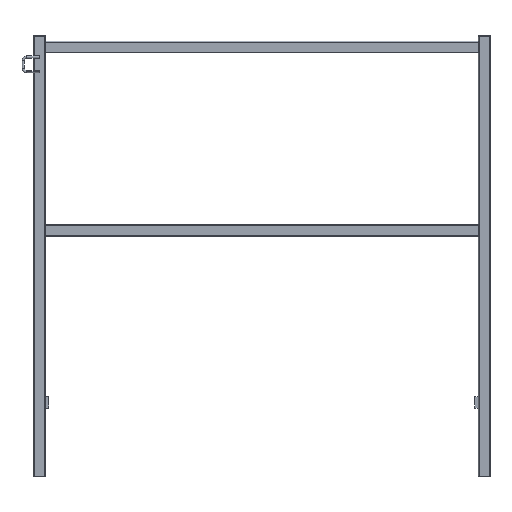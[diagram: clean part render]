
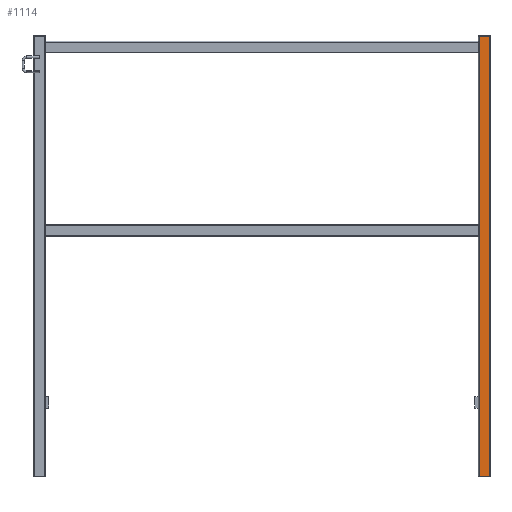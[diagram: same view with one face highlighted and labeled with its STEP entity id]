
A CAD part, top view. The second image highlights one B-rep face of the part: STEP entity #1114.
In plain terms, the highlighted planar face has unit normal (0, 0, 1).
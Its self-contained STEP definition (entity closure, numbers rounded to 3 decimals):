
#36 = FACE_OUTER_BOUND ( 'NONE', #1575, .T. ) ;
#43 = EDGE_CURVE ( 'NONE', #244, #1776, #1532, .T. ) ;
#104 = CARTESIAN_POINT ( 'NONE',  ( -11.2, 480., 12.7 ) ) ;
#123 = VECTOR ( 'NONE', #1112, 1000. ) ;
#244 = VERTEX_POINT ( 'NONE', #2471 ) ;
#249 = VERTEX_POINT ( 'NONE', #2340 ) ;
#271 = CARTESIAN_POINT ( 'NONE',  ( -11.2, 480., 12.7 ) ) ;
#449 = DIRECTION ( 'NONE',  ( 1., 0., 0. ) ) ;
#730 = LINE ( 'NONE', #104, #919 ) ;
#812 = DIRECTION ( 'NONE',  ( 0., -1., 0. ) ) ;
#859 = ORIENTED_EDGE ( 'NONE', *, *, #2064, .T. ) ;
#919 = VECTOR ( 'NONE', #449, 1000. ) ;
#1112 = DIRECTION ( 'NONE',  ( 0., -1., 0. ) ) ;
#1114 = ADVANCED_FACE ( 'NONE', ( #36 ), #2484, .F. ) ;
#1390 = CARTESIAN_POINT ( 'NONE',  ( -11.2, -480., 12.7 ) ) ;
#1411 = DIRECTION ( 'NONE',  ( 1., 0., 0. ) ) ;
#1453 = CARTESIAN_POINT ( 'NONE',  ( 11.2, -480., 12.7 ) ) ;
#1532 = LINE ( 'NONE', #2516, #123 ) ;
#1575 = EDGE_LOOP ( 'NONE', ( #2414, #2179, #1729, #859 ) ) ;
#1651 = LINE ( 'NONE', #2968, #1728 ) ;
#1693 = VERTEX_POINT ( 'NONE', #1390 ) ;
#1704 = DIRECTION ( 'NONE',  ( -1., 0., 0. ) ) ;
#1728 = VECTOR ( 'NONE', #1411, 1000. ) ;
#1729 = ORIENTED_EDGE ( 'NONE', *, *, #2559, .F. ) ;
#1776 = VERTEX_POINT ( 'NONE', #1453 ) ;
#1808 = AXIS2_PLACEMENT_3D ( 'NONE', #2747, #2986, #1704 ) ;
#2064 = EDGE_CURVE ( 'NONE', #249, #1693, #3070, .T. ) ;
#2179 = ORIENTED_EDGE ( 'NONE', *, *, #43, .F. ) ;
#2340 = CARTESIAN_POINT ( 'NONE',  ( -11.2, 480., 12.7 ) ) ;
#2414 = ORIENTED_EDGE ( 'NONE', *, *, #2765, .T. ) ;
#2471 = CARTESIAN_POINT ( 'NONE',  ( 11.2, 480., 12.7 ) ) ;
#2484 = PLANE ( 'NONE',  #1808 ) ;
#2516 = CARTESIAN_POINT ( 'NONE',  ( 11.2, 480., 12.7 ) ) ;
#2559 = EDGE_CURVE ( 'NONE', #249, #244, #730, .T. ) ;
#2747 = CARTESIAN_POINT ( 'NONE',  ( -11.2, 480., 12.7 ) ) ;
#2765 = EDGE_CURVE ( 'NONE', #1693, #1776, #1651, .T. ) ;
#2968 = CARTESIAN_POINT ( 'NONE',  ( -11.2, -480., 12.7 ) ) ;
#2986 = DIRECTION ( 'NONE',  ( 0., 0., -1. ) ) ;
#3030 = VECTOR ( 'NONE', #812, 1000. ) ;
#3070 = LINE ( 'NONE', #271, #3030 ) ;
